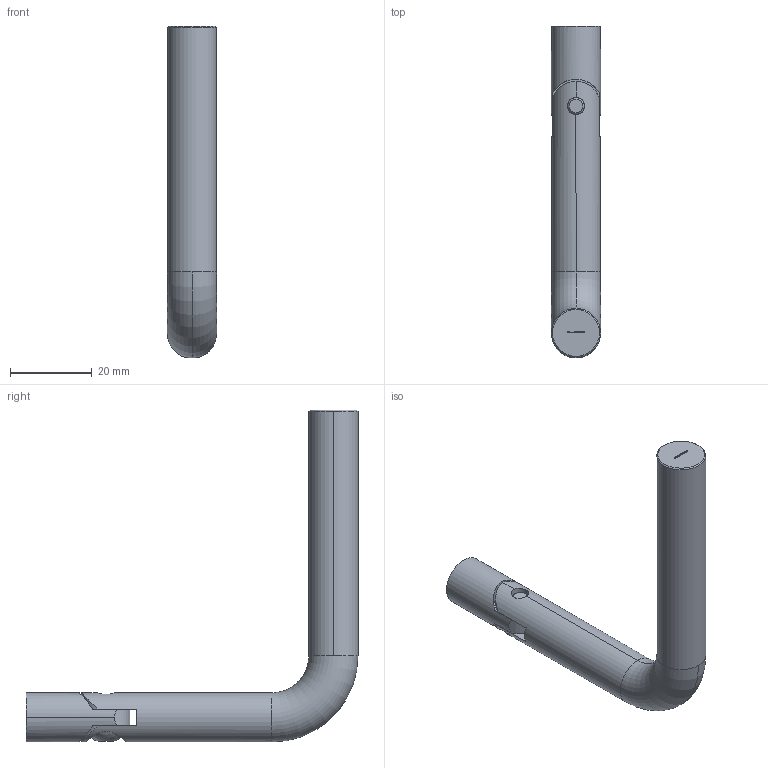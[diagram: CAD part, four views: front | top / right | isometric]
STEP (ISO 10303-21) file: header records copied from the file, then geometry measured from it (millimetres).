
FILE_DESCRIPTION (( 'STEP AP203' ), '1' );
FILE_NAME ('50243-240-OG.STEP', '2020-09-22T14:30:28', ( '' ), ( '' ), 'SwSTEP 2.0', 'SolidWorks 2018', '' );
FILE_SCHEMA (( 'CONFIG_CONTROL_DESIGN' ));
Length unit declared in the file: millimetre
Products named in the file (7): 50243-240-OG Teil2; 50243-240-OG Teil1_50243-240-OG Teil1; 50243-240-OG; 50243-240-OG Teil3_ISO 7380 M5x8 M5x8; 50243-240-OG Teil3; 50243-240-OG Teil1; 50243-240-OG Teil2_50243-240-OG Teil2
Assembly tree (3 placements, depth 2):
  50243-240-OG Teil2
  50243-240-OG
    50243-240-OG Teil1_50243-240-OG Teil1
    50243-240-OG Teil2_50243-240-OG Teil2
    50243-240-OG Teil3_ISO 7380 M5x8 M5x8
  50243-240-OG Teil3
  50243-240-OG Teil1
Bounding box: 12 x 81 x 81 mm (x, y, z)
Volume: 15640 mm3; surface area: 6869.9 mm2
Topology: 3 solids, 3 shells, 322 faces, 839 edges, 550 vertices
Faces by surface type: plane 159, bspline 117, cylinder 25, cone 17, torus 2, sphere 2
Entity records: 17487 total; most frequent: CARTESIAN_POINT 9758, ORIENTED_EDGE 1670, DIRECTION 1065, EDGE_CURVE 835, VERTEX_POINT 550, LINE 511, VECTOR 511, EDGE_LOOP 359
